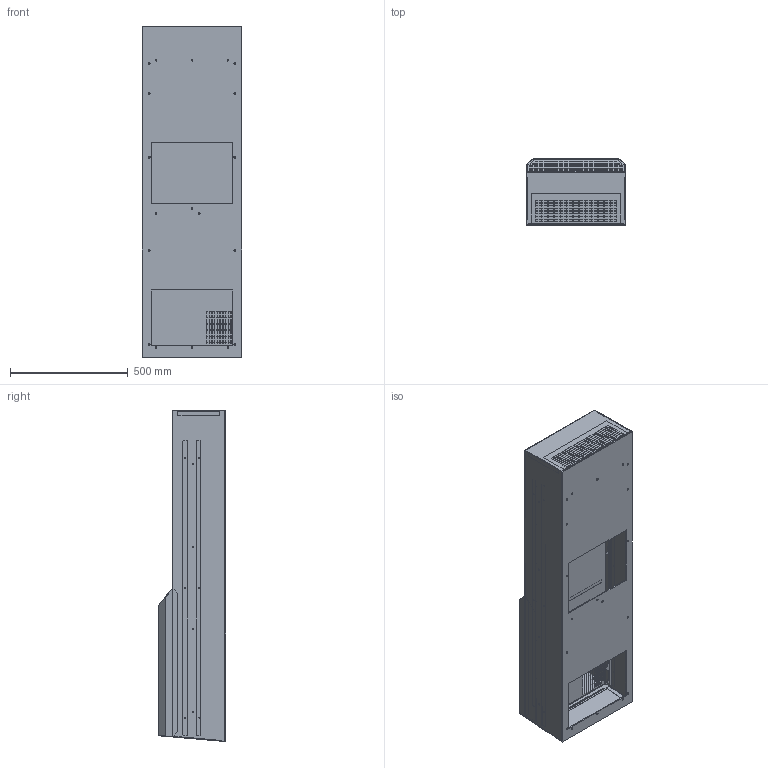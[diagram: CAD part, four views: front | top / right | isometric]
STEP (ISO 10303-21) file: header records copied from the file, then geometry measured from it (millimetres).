
FILE_DESCRIPTION((''),'2;1');
FILE_NAME('KG4272R_NEMA4X_COVER_ASM_1_1_ASM','2018-09-14T',('briang'),(''),'CREO PARAMETRIC BY PTC INC, 2017170','CREO PARAMETRIC BY PTC INC, 2017170','');
FILE_SCHEMA(('CONFIG_CONTROL_DESIGN'));
Products named in the file (13): KG4272R_NEMA4X_BOTTOM_COVER_1_1; KG4272R_NEMA4X_FLANGE_1_1; KG4272R_NEMA4X_VERT_SEAL_1_1; KG4272R_NEMA4X_TOP_COVER_1_1; KG4272R_NEMA4X_INTAKE_MESH_1_1; KG4272R_NEMA4X_OUT_LET_MESH_1_1; KG4272R_NEMA4X_HOR_SEAL_1_1; KG4272R_NEMA4X_SEPARATOR_1_1; KG4272R_NEMA4X_MFG_COVER_ASM__1_ASM; KG4272R_NEMA4X_UNIT_COVER_1_1; KG4272R_NEMA4X_UNIT_COVER_ASM_2_ASM; KG4272R_NEMA4X_MOUNT_INS_1_1; KG4272R_NEMA4X_COVER_ASM_1_1_ASM
Assembly tree (14 placements, depth 3):
  KG4272R_NEMA4X_COVER_ASM_1_1_ASM
    KG4272R_NEMA4X_MFG_COVER_ASM__1_ASM
      KG4272R_NEMA4X_BOTTOM_COVER_1_1
      KG4272R_NEMA4X_FLANGE_1_1  x2
      KG4272R_NEMA4X_VERT_SEAL_1_1  x2
      KG4272R_NEMA4X_TOP_COVER_1_1
      KG4272R_NEMA4X_INTAKE_MESH_1_1
      KG4272R_NEMA4X_OUT_LET_MESH_1_1
      KG4272R_NEMA4X_HOR_SEAL_1_1
      KG4272R_NEMA4X_SEPARATOR_1_1
    KG4272R_NEMA4X_UNIT_COVER_ASM_2_ASM
      KG4272R_NEMA4X_UNIT_COVER_1_1
    KG4272R_NEMA4X_MOUNT_INS_1_1
Bounding box: 420 x 286 x 1402.91 mm (x, y, z)
Volume: 4558998.9 mm3; surface area: 5868786.6 mm2
Topology: 12 solids, 12 shells, 2520 faces, 7048 edges, 4574 vertices
Faces by surface type: plane 2088, cylinder 282, torus 90, bspline 60
Entity records: 80186 total; most frequent: CARTESIAN_POINT 16047, ORIENTED_EDGE 13516, DIRECTION 12034, EDGE_CURVE 6758, VECTOR 5958, LINE 5958, VERTEX_POINT 4394, EDGE_LOOP 3326
